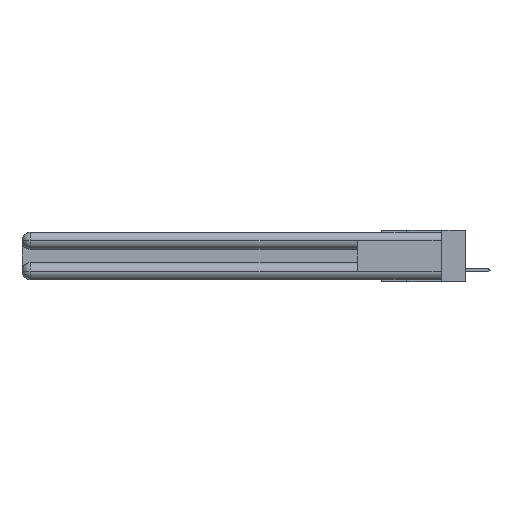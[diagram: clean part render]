
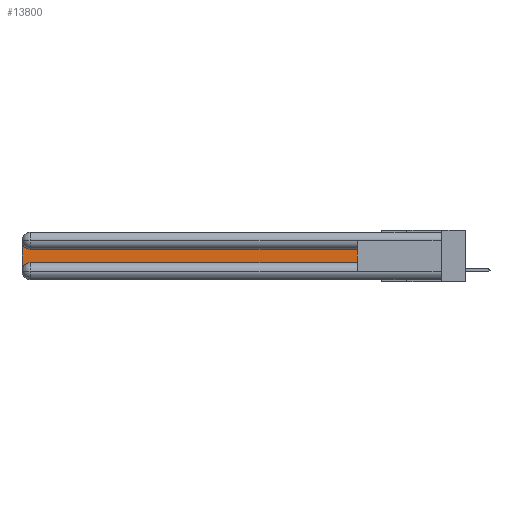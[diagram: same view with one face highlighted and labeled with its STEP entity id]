
A CAD part, left-side view. The second image highlights one B-rep face of the part: STEP entity #13800.
In plain terms, the highlighted planar face has unit normal (-1, 0, 0).
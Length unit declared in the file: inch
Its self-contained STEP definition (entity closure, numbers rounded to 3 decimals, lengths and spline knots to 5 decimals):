
#511 = DIRECTION ( 'NONE',  ( 0., 0., -1. ) ) ;
#571 = CARTESIAN_POINT ( 'NONE',  ( 0.075, 2.94, -0.2175 ) ) ;
#760 = AXIS2_PLACEMENT_3D ( 'NONE', #24901, #874, #511 ) ;
#874 = DIRECTION ( 'NONE',  ( 1., 0., 0. ) ) ;
#1054 = EDGE_CURVE ( 'NONE', #8907, #22834, #21074, .T. ) ;
#1539 = VERTEX_POINT ( 'NONE', #4212 ) ;
#2377 = ORIENTED_EDGE ( 'NONE', *, *, #22434, .T. ) ;
#3630 = CARTESIAN_POINT ( 'NONE',  ( 0.075, 0.6, -0.2175 ) ) ;
#3648 = EDGE_LOOP ( 'NONE', ( #14656, #28146, #30811, #20902, #2377, #17029 ) ) ;
#3757 = LINE ( 'NONE', #3630, #5450 ) ;
#4212 = CARTESIAN_POINT ( 'NONE',  ( 0.075, 0.6, -0.2175 ) ) ;
#5450 = VECTOR ( 'NONE', #22164, 39.37008 ) ;
#6848 = VECTOR ( 'NONE', #21240, 39.37008 ) ;
#7280 = CARTESIAN_POINT ( 'NONE',  ( 0.075, 3., -0.0625 ) ) ;
#8907 = VERTEX_POINT ( 'NONE', #23389 ) ;
#9040 = EDGE_CURVE ( 'NONE', #22834, #11226, #30681, .T. ) ;
#9698 = AXIS2_PLACEMENT_3D ( 'NONE', #19730, #24971, #17048 ) ;
#10251 = CARTESIAN_POINT ( 'NONE',  ( 0.075, 0.6, -0.2175 ) ) ;
#11226 = VERTEX_POINT ( 'NONE', #7280 ) ;
#11502 = CIRCLE ( 'NONE', #19580, 0.06 ) ;
#11843 = EDGE_CURVE ( 'NONE', #1539, #8907, #3757, .T. ) ;
#13800 = ADVANCED_FACE ( 'NONE', ( #20369 ), #16631, .F. ) ;
#13951 = CARTESIAN_POINT ( 'NONE',  ( 0.075, 3., -0.2775 ) ) ;
#14656 = ORIENTED_EDGE ( 'NONE', *, *, #1054, .T. ) ;
#14923 = VECTOR ( 'NONE', #29777, 39.37008 ) ;
#16631 = PLANE ( 'NONE',  #760 ) ;
#17029 = ORIENTED_EDGE ( 'NONE', *, *, #11843, .T. ) ;
#17048 = DIRECTION ( 'NONE',  ( 0., 0., -1. ) ) ;
#18318 = CARTESIAN_POINT ( 'NONE',  ( 0.075, 0.6, -0.1225 ) ) ;
#19580 = AXIS2_PLACEMENT_3D ( 'NONE', #23818, #29191, #26834 ) ;
#19630 = VECTOR ( 'NONE', #21319, 39.37008 ) ;
#19730 = CARTESIAN_POINT ( 'NONE',  ( 0.075, 2.94, -0.0625 ) ) ;
#20369 = FACE_OUTER_BOUND ( 'NONE', #3648, .T. ) ;
#20902 = ORIENTED_EDGE ( 'NONE', *, *, #33407, .T. ) ;
#21074 = LINE ( 'NONE', #18318, #6848 ) ;
#21240 = DIRECTION ( 'NONE',  ( 0., 1., 0. ) ) ;
#21319 = DIRECTION ( 'NONE',  ( 0., -1., 0. ) ) ;
#22164 = DIRECTION ( 'NONE',  ( 0., 0., 1. ) ) ;
#22434 = EDGE_CURVE ( 'NONE', #26059, #1539, #30062, .T. ) ;
#22834 = VERTEX_POINT ( 'NONE', #33034 ) ;
#23389 = CARTESIAN_POINT ( 'NONE',  ( 0.075, 0.6, -0.1225 ) ) ;
#23818 = CARTESIAN_POINT ( 'NONE',  ( 0.075, 2.94, -0.2775 ) ) ;
#24524 = LINE ( 'NONE', #32646, #14923 ) ;
#24901 = CARTESIAN_POINT ( 'NONE',  ( 0.075, 3., -0.1225 ) ) ;
#24971 = DIRECTION ( 'NONE',  ( 1., 0., 0. ) ) ;
#26059 = VERTEX_POINT ( 'NONE', #571 ) ;
#26834 = DIRECTION ( 'NONE',  ( 0., 0., -1. ) ) ;
#28146 = ORIENTED_EDGE ( 'NONE', *, *, #9040, .T. ) ;
#28185 = EDGE_CURVE ( 'NONE', #11226, #28206, #24524, .T. ) ;
#28206 = VERTEX_POINT ( 'NONE', #13951 ) ;
#29191 = DIRECTION ( 'NONE',  ( 1., 0., 0. ) ) ;
#29777 = DIRECTION ( 'NONE',  ( 0., 0., -1. ) ) ;
#30062 = LINE ( 'NONE', #10251, #19630 ) ;
#30681 = CIRCLE ( 'NONE', #9698, 0.06 ) ;
#30811 = ORIENTED_EDGE ( 'NONE', *, *, #28185, .T. ) ;
#32646 = CARTESIAN_POINT ( 'NONE',  ( 0.075, 3., -0.2175 ) ) ;
#33034 = CARTESIAN_POINT ( 'NONE',  ( 0.075, 2.94, -0.1225 ) ) ;
#33407 = EDGE_CURVE ( 'NONE', #28206, #26059, #11502, .T. ) ;
